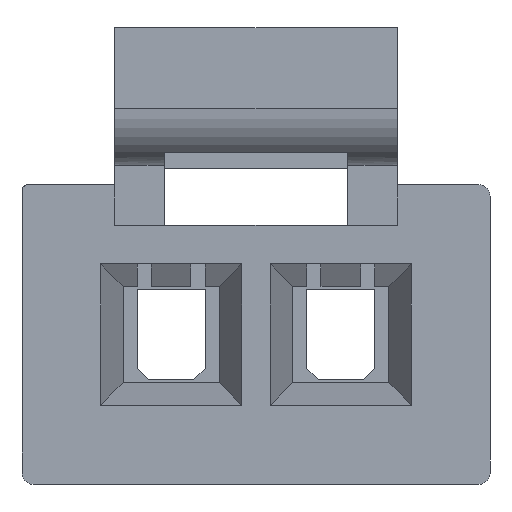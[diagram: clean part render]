
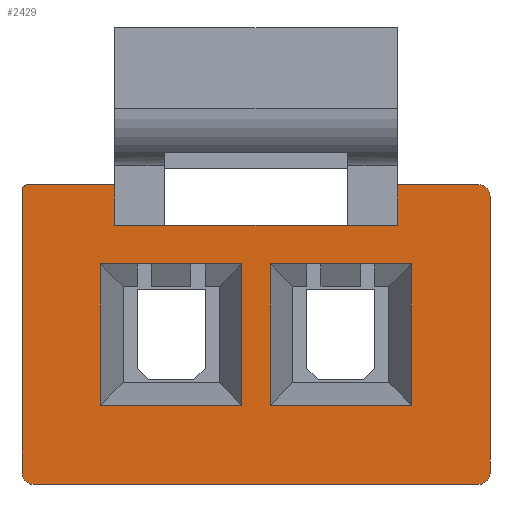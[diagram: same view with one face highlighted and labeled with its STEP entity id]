
A CAD part, front view. The second image highlights one B-rep face of the part: STEP entity #2429.
In plain terms, the highlighted planar face has unit normal (0, -1, 0).
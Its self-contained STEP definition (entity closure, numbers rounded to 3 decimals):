
#40=CIRCLE('',#2579,0.2);
#41=CIRCLE('',#2580,0.1);
#42=CIRCLE('',#2581,0.2);
#43=CIRCLE('',#2582,0.2);
#183=ORIENTED_EDGE('',*,*,#862,.T.);
#184=ORIENTED_EDGE('',*,*,#863,.T.);
#185=ORIENTED_EDGE('',*,*,#864,.T.);
#186=ORIENTED_EDGE('',*,*,#865,.T.);
#187=ORIENTED_EDGE('',*,*,#866,.F.);
#188=ORIENTED_EDGE('',*,*,#867,.T.);
#189=ORIENTED_EDGE('',*,*,#868,.T.);
#190=ORIENTED_EDGE('',*,*,#869,.T.);
#191=ORIENTED_EDGE('',*,*,#870,.T.);
#192=ORIENTED_EDGE('',*,*,#871,.T.);
#193=ORIENTED_EDGE('',*,*,#872,.T.);
#194=ORIENTED_EDGE('',*,*,#873,.T.);
#195=ORIENTED_EDGE('',*,*,#874,.T.);
#196=ORIENTED_EDGE('',*,*,#875,.T.);
#197=ORIENTED_EDGE('',*,*,#876,.F.);
#198=ORIENTED_EDGE('',*,*,#877,.T.);
#199=ORIENTED_EDGE('',*,*,#859,.T.);
#200=ORIENTED_EDGE('',*,*,#861,.T.);
#201=ORIENTED_EDGE('',*,*,#850,.T.);
#202=ORIENTED_EDGE('',*,*,#856,.T.);
#850=EDGE_CURVE('',#1190,#1189,#1426,.T.);
#856=EDGE_CURVE('',#1189,#1192,#1432,.T.);
#859=EDGE_CURVE('',#1192,#1194,#1435,.T.);
#861=EDGE_CURVE('',#1194,#1190,#1437,.T.);
#862=EDGE_CURVE('',#1195,#1196,#1438,.T.);
#863=EDGE_CURVE('',#1196,#1197,#1439,.T.);
#864=EDGE_CURVE('',#1197,#1198,#1440,.T.);
#865=EDGE_CURVE('',#1198,#1195,#1441,.T.);
#866=EDGE_CURVE('',#1199,#1200,#1442,.T.);
#867=EDGE_CURVE('',#1199,#1201,#40,.T.);
#868=EDGE_CURVE('',#1201,#1202,#1443,.T.);
#869=EDGE_CURVE('',#1202,#1203,#1444,.T.);
#870=EDGE_CURVE('',#1203,#1204,#1445,.T.);
#871=EDGE_CURVE('',#1204,#1205,#1446,.T.);
#872=EDGE_CURVE('',#1205,#1206,#1447,.T.);
#873=EDGE_CURVE('',#1206,#1207,#41,.T.);
#874=EDGE_CURVE('',#1207,#1208,#1448,.T.);
#875=EDGE_CURVE('',#1208,#1209,#42,.T.);
#876=EDGE_CURVE('',#1210,#1209,#1449,.T.);
#877=EDGE_CURVE('',#1210,#1200,#43,.T.);
#1189=VERTEX_POINT('',#3535);
#1190=VERTEX_POINT('',#3537);
#1192=VERTEX_POINT('',#3545);
#1194=VERTEX_POINT('',#3551);
#1195=VERTEX_POINT('',#3558);
#1196=VERTEX_POINT('',#3559);
#1197=VERTEX_POINT('',#3561);
#1198=VERTEX_POINT('',#3563);
#1199=VERTEX_POINT('',#3566);
#1200=VERTEX_POINT('',#3567);
#1201=VERTEX_POINT('',#3569);
#1202=VERTEX_POINT('',#3571);
#1203=VERTEX_POINT('',#3573);
#1204=VERTEX_POINT('',#3575);
#1205=VERTEX_POINT('',#3577);
#1206=VERTEX_POINT('',#3579);
#1207=VERTEX_POINT('',#3581);
#1208=VERTEX_POINT('',#3583);
#1209=VERTEX_POINT('',#3585);
#1210=VERTEX_POINT('',#3587);
#1426=LINE('',#3536,#1756);
#1432=LINE('',#3546,#1762);
#1435=LINE('',#3552,#1765);
#1437=LINE('',#3555,#1767);
#1438=LINE('',#3557,#1768);
#1439=LINE('',#3560,#1769);
#1440=LINE('',#3562,#1770);
#1441=LINE('',#3564,#1771);
#1442=LINE('',#3565,#1772);
#1443=LINE('',#3570,#1773);
#1444=LINE('',#3572,#1774);
#1445=LINE('',#3574,#1775);
#1446=LINE('',#3576,#1776);
#1447=LINE('',#3578,#1777);
#1448=LINE('',#3582,#1778);
#1449=LINE('',#3586,#1779);
#1756=VECTOR('',#2837,1000.);
#1762=VECTOR('',#2845,1000.);
#1765=VECTOR('',#2850,1000.);
#1767=VECTOR('',#2854,1000.);
#1768=VECTOR('',#2857,1000.);
#1769=VECTOR('',#2858,1000.);
#1770=VECTOR('',#2859,1000.);
#1771=VECTOR('',#2860,1000.);
#1772=VECTOR('',#2861,1000.);
#1773=VECTOR('',#2864,1000.);
#1774=VECTOR('',#2865,1000.);
#1775=VECTOR('',#2866,1000.);
#1776=VECTOR('',#2867,1000.);
#1777=VECTOR('',#2868,1000.);
#1778=VECTOR('',#2871,1000.);
#1779=VECTOR('',#2874,1000.);
#2023=EDGE_LOOP('',(#183,#184,#185,#186));
#2024=EDGE_LOOP('',(#187,#188,#189,#190,#191,#192,#193,#194,#195,#196,#197,
#198));
#2025=EDGE_LOOP('',(#199,#200,#201,#202));
#2167=FACE_BOUND('',#2023,.T.);
#2168=FACE_BOUND('',#2024,.T.);
#2169=FACE_BOUND('',#2025,.T.);
#2309=PLANE('',#2578);
#2429=ADVANCED_FACE('',(#2167,#2168,#2169),#2309,.T.);
#2578=AXIS2_PLACEMENT_3D('',#3556,#2855,#2856);
#2579=AXIS2_PLACEMENT_3D('',#3568,#2862,#2863);
#2580=AXIS2_PLACEMENT_3D('',#3580,#2869,#2870);
#2581=AXIS2_PLACEMENT_3D('',#3584,#2872,#2873);
#2582=AXIS2_PLACEMENT_3D('',#3588,#2875,#2876);
#2837=DIRECTION('',(1.,0.,0.));
#2845=DIRECTION('',(0.,0.,-1.));
#2850=DIRECTION('',(-1.,0.,0.));
#2854=DIRECTION('',(0.,0.,1.));
#2855=DIRECTION('',(0.,-1.,0.));
#2856=DIRECTION('',(0.,0.,-1.));
#2857=DIRECTION('',(-1.,0.,0.));
#2858=DIRECTION('',(0.,0.,1.));
#2859=DIRECTION('',(1.,0.,0.));
#2860=DIRECTION('',(0.,0.,-1.));
#2861=DIRECTION('',(0.,0.,-1.));
#2862=DIRECTION('',(0.,-1.,0.));
#2863=DIRECTION('',(0.,0.,-1.));
#2864=DIRECTION('',(-1.,0.,0.));
#2865=DIRECTION('',(0.,0.,-1.));
#2866=DIRECTION('',(-1.,0.,0.));
#2867=DIRECTION('',(0.,0.,1.));
#2868=DIRECTION('',(-1.,0.,0.));
#2869=DIRECTION('',(0.,-1.,0.));
#2870=DIRECTION('',(0.,0.,-1.));
#2871=DIRECTION('',(0.,0.,-1.));
#2872=DIRECTION('',(0.,-1.,0.));
#2873=DIRECTION('',(0.,0.,-1.));
#2874=DIRECTION('',(-1.,0.,0.));
#2875=DIRECTION('',(0.,-1.,0.));
#2876=DIRECTION('',(0.,0.,-1.));
#3535=CARTESIAN_POINT('',(2.75,-4.3,1.25));
#3536=CARTESIAN_POINT('',(0.25,-4.3,1.25));
#3537=CARTESIAN_POINT('',(0.25,-4.3,1.25));
#3545=CARTESIAN_POINT('',(2.75,-4.3,-1.25));
#3546=CARTESIAN_POINT('',(2.75,-4.3,1.25));
#3551=CARTESIAN_POINT('',(0.25,-4.3,-1.25));
#3552=CARTESIAN_POINT('',(2.75,-4.3,-1.25));
#3555=CARTESIAN_POINT('',(0.25,-4.3,-1.25));
#3556=CARTESIAN_POINT('',(3.425,-4.3,-2.65));
#3557=CARTESIAN_POINT('',(-0.25,-4.3,-1.25));
#3558=CARTESIAN_POINT('',(-0.25,-4.3,-1.25));
#3559=CARTESIAN_POINT('',(-2.75,-4.3,-1.25));
#3560=CARTESIAN_POINT('',(-2.75,-4.3,-1.25));
#3561=CARTESIAN_POINT('',(-2.75,-4.3,1.25));
#3562=CARTESIAN_POINT('',(-2.75,-4.3,1.25));
#3563=CARTESIAN_POINT('',(-0.25,-4.3,1.25));
#3564=CARTESIAN_POINT('',(-0.25,-4.3,1.25));
#3565=CARTESIAN_POINT('',(4.14,-4.3,2.65));
#3566=CARTESIAN_POINT('',(4.14,-4.3,2.45));
#3567=CARTESIAN_POINT('',(4.14,-4.3,-2.45));
#3568=CARTESIAN_POINT('',(3.94,-4.3,2.45));
#3569=CARTESIAN_POINT('',(3.94,-4.3,2.65));
#3570=CARTESIAN_POINT('',(3.425,-4.3,2.65));
#3571=CARTESIAN_POINT('',(2.5,-4.3,2.65));
#3572=CARTESIAN_POINT('',(2.5,-4.3,2.65));
#3573=CARTESIAN_POINT('',(2.5,-4.3,1.93));
#3574=CARTESIAN_POINT('',(2.5,-4.3,1.93));
#3575=CARTESIAN_POINT('',(-2.5,-4.3,1.93));
#3576=CARTESIAN_POINT('',(-2.5,-4.3,1.93));
#3577=CARTESIAN_POINT('',(-2.5,-4.3,2.65));
#3578=CARTESIAN_POINT('',(3.425,-4.3,2.65));
#3579=CARTESIAN_POINT('',(-4.04,-4.3,2.65));
#3580=CARTESIAN_POINT('',(-4.04,-4.3,2.55));
#3581=CARTESIAN_POINT('',(-4.14,-4.3,2.55));
#3582=CARTESIAN_POINT('',(-4.14,-4.3,2.65));
#3583=CARTESIAN_POINT('',(-4.14,-4.3,-2.45));
#3584=CARTESIAN_POINT('',(-3.94,-4.3,-2.45));
#3585=CARTESIAN_POINT('',(-3.94,-4.3,-2.65));
#3586=CARTESIAN_POINT('',(3.425,-4.3,-2.65));
#3587=CARTESIAN_POINT('',(3.94,-4.3,-2.65));
#3588=CARTESIAN_POINT('',(3.94,-4.3,-2.45));
